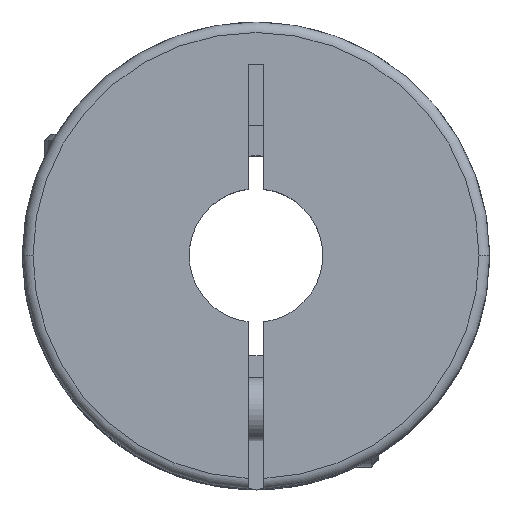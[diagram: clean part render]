
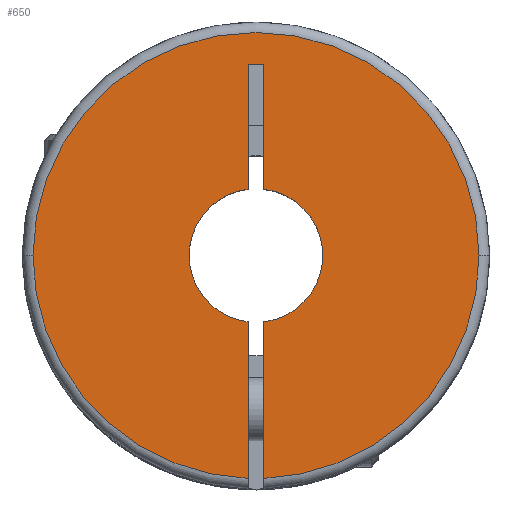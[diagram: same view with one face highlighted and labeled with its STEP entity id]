
A CAD part, top view. The second image highlights one B-rep face of the part: STEP entity #650.
In plain terms, the highlighted planar face has unit normal (0, 0, 1).
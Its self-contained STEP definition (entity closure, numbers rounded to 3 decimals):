
#113 = VERTEX_POINT ( 'NONE', #2335 ) ;
#200 = CARTESIAN_POINT ( 'NONE',  ( 0., 0., 0. ) ) ;
#207 = CARTESIAN_POINT ( 'NONE',  ( 0., 0., 0. ) ) ;
#245 = VERTEX_POINT ( 'NONE', #3723 ) ;
#268 = CARTESIAN_POINT ( 'NONE',  ( -10.6, 0., 0. ) ) ;
#275 = DIRECTION ( 'NONE',  ( 0., 0., -1. ) ) ;
#286 = AXIS2_PLACEMENT_3D ( 'NONE', #2889, #4241, #451 ) ;
#313 = ORIENTED_EDGE ( 'NONE', *, *, #949, .F. ) ;
#319 = EDGE_LOOP ( 'NONE', ( #389, #2925, #491, #2553, #551, #313, #1042, #2623, #2838, #3649, #826 ) ) ;
#334 = DIRECTION ( 'NONE',  ( -1., 0., 0. ) ) ;
#340 = CARTESIAN_POINT ( 'NONE',  ( 0., 0., 0. ) ) ;
#378 = LINE ( 'NONE', #4152, #3189 ) ;
#389 = ORIENTED_EDGE ( 'NONE', *, *, #3270, .F. ) ;
#404 = CIRCLE ( 'NONE', #830, 10.6 ) ;
#408 = EDGE_CURVE ( 'NONE', #113, #3842, #1171, .T. ) ;
#451 = DIRECTION ( 'NONE',  ( -1., 0., 0. ) ) ;
#491 = ORIENTED_EDGE ( 'NONE', *, *, #3618, .T. ) ;
#523 = AXIS2_PLACEMENT_3D ( 'NONE', #2929, #2954, #1193 ) ;
#551 = ORIENTED_EDGE ( 'NONE', *, *, #983, .F. ) ;
#650 = ADVANCED_FACE ( 'NONE', ( #2376 ), #1123, .F. ) ;
#664 = DIRECTION ( 'NONE',  ( 0., 0., -1. ) ) ;
#666 = AXIS2_PLACEMENT_3D ( 'NONE', #2588, #3956, #901 ) ;
#826 = ORIENTED_EDGE ( 'NONE', *, *, #1355, .F. ) ;
#830 = AXIS2_PLACEMENT_3D ( 'NONE', #1937, #664, #334 ) ;
#901 = DIRECTION ( 'NONE',  ( -1., 0., 0. ) ) ;
#926 = EDGE_CURVE ( 'NONE', #3322, #3833, #3572, .T. ) ;
#928 = CARTESIAN_POINT ( 'NONE',  ( 0.375, -11.1, 0. ) ) ;
#949 = EDGE_CURVE ( 'NONE', #3833, #2527, #1471, .T. ) ;
#983 = EDGE_CURVE ( 'NONE', #2527, #3842, #1116, .T. ) ;
#1042 = ORIENTED_EDGE ( 'NONE', *, *, #926, .F. ) ;
#1101 = AXIS2_PLACEMENT_3D ( 'NONE', #207, #275, #2253 ) ;
#1107 = VERTEX_POINT ( 'NONE', #3745 ) ;
#1116 = LINE ( 'NONE', #2467, #1453 ) ;
#1123 = PLANE ( 'NONE',  #3312 ) ;
#1133 = CARTESIAN_POINT ( 'NONE',  ( 0.375, -3.153, 0. ) ) ;
#1148 = CARTESIAN_POINT ( 'NONE',  ( -0.375, 9.1, 0. ) ) ;
#1171 = CIRCLE ( 'NONE', #1101, 3.175 ) ;
#1175 = CARTESIAN_POINT ( 'NONE',  ( -0.375, 3.153, 0. ) ) ;
#1193 = DIRECTION ( 'NONE',  ( -1., 0., 0. ) ) ;
#1236 = AXIS2_PLACEMENT_3D ( 'NONE', #200, #1568, #2926 ) ;
#1355 = EDGE_CURVE ( 'NONE', #3393, #245, #404, .T. ) ;
#1431 = CIRCLE ( 'NONE', #1236, 3.175 ) ;
#1445 = CARTESIAN_POINT ( 'NONE',  ( -0.375, 9.1, 0. ) ) ;
#1451 = VERTEX_POINT ( 'NONE', #2813 ) ;
#1453 = VECTOR ( 'NONE', #1552, 1000. ) ;
#1454 = DIRECTION ( 'NONE',  ( 0., -1., 0. ) ) ;
#1471 = LINE ( 'NONE', #4250, #2942 ) ;
#1528 = CIRCLE ( 'NONE', #666, 3.175 ) ;
#1552 = DIRECTION ( 'NONE',  ( 0., -1., 0. ) ) ;
#1568 = DIRECTION ( 'NONE',  ( 0., 0., -1. ) ) ;
#1779 = VECTOR ( 'NONE', #2494, 1000. ) ;
#1937 = CARTESIAN_POINT ( 'NONE',  ( 0., 0., 0. ) ) ;
#2064 = VERTEX_POINT ( 'NONE', #3288 ) ;
#2090 = DIRECTION ( 'NONE',  ( 0., 1., 0. ) ) ;
#2253 = DIRECTION ( 'NONE',  ( -1., 0., 0. ) ) ;
#2335 = CARTESIAN_POINT ( 'NONE',  ( -3.175, 0., 0. ) ) ;
#2376 = FACE_OUTER_BOUND ( 'NONE', #319, .T. ) ;
#2467 = CARTESIAN_POINT ( 'NONE',  ( -0.375, 9.1, 0. ) ) ;
#2494 = DIRECTION ( 'NONE',  ( 0., -1., 0. ) ) ;
#2527 = VERTEX_POINT ( 'NONE', #1445 ) ;
#2553 = ORIENTED_EDGE ( 'NONE', *, *, #408, .T. ) ;
#2588 = CARTESIAN_POINT ( 'NONE',  ( 0., 0., 0. ) ) ;
#2623 = ORIENTED_EDGE ( 'NONE', *, *, #3451, .T. ) ;
#2704 = VERTEX_POINT ( 'NONE', #1133 ) ;
#2813 = CARTESIAN_POINT ( 'NONE',  ( -0.375, -3.153, 0. ) ) ;
#2838 = ORIENTED_EDGE ( 'NONE', *, *, #4302, .F. ) ;
#2886 = CIRCLE ( 'NONE', #523, 10.6 ) ;
#2889 = CARTESIAN_POINT ( 'NONE',  ( 0., 0., 0. ) ) ;
#2925 = ORIENTED_EDGE ( 'NONE', *, *, #3195, .F. ) ;
#2926 = DIRECTION ( 'NONE',  ( -1., 0., 0. ) ) ;
#2929 = CARTESIAN_POINT ( 'NONE',  ( 0., 0., 0. ) ) ;
#2932 = DIRECTION ( 'NONE',  ( 0., 1., 0. ) ) ;
#2942 = VECTOR ( 'NONE', #3935, 1000. ) ;
#2954 = DIRECTION ( 'NONE',  ( 0., 0., -1. ) ) ;
#3189 = VECTOR ( 'NONE', #2090, 1000. ) ;
#3195 = EDGE_CURVE ( 'NONE', #1451, #2064, #3462, .T. ) ;
#3270 = EDGE_CURVE ( 'NONE', #2064, #3393, #4283, .T. ) ;
#3288 = CARTESIAN_POINT ( 'NONE',  ( -0.375, -10.593, 0. ) ) ;
#3312 = AXIS2_PLACEMENT_3D ( 'NONE', #340, #3786, #1454 ) ;
#3322 = VERTEX_POINT ( 'NONE', #3840 ) ;
#3393 = VERTEX_POINT ( 'NONE', #268 ) ;
#3451 = EDGE_CURVE ( 'NONE', #3322, #2704, #1431, .T. ) ;
#3462 = LINE ( 'NONE', #1148, #1779 ) ;
#3486 = EDGE_CURVE ( 'NONE', #245, #1107, #2886, .T. ) ;
#3507 = VECTOR ( 'NONE', #2932, 1000. ) ;
#3572 = LINE ( 'NONE', #928, #3507 ) ;
#3590 = CARTESIAN_POINT ( 'NONE',  ( 0.375, 9.1, 0. ) ) ;
#3618 = EDGE_CURVE ( 'NONE', #1451, #113, #1528, .T. ) ;
#3649 = ORIENTED_EDGE ( 'NONE', *, *, #3486, .F. ) ;
#3723 = CARTESIAN_POINT ( 'NONE',  ( 10.6, 0., 0. ) ) ;
#3745 = CARTESIAN_POINT ( 'NONE',  ( 0.375, -10.593, 0. ) ) ;
#3786 = DIRECTION ( 'NONE',  ( 0., 0., -1. ) ) ;
#3833 = VERTEX_POINT ( 'NONE', #3590 ) ;
#3840 = CARTESIAN_POINT ( 'NONE',  ( 0.375, 3.153, 0. ) ) ;
#3842 = VERTEX_POINT ( 'NONE', #1175 ) ;
#3935 = DIRECTION ( 'NONE',  ( -1., 0., 0. ) ) ;
#3956 = DIRECTION ( 'NONE',  ( 0., 0., -1. ) ) ;
#4152 = CARTESIAN_POINT ( 'NONE',  ( 0.375, -11.1, 0. ) ) ;
#4241 = DIRECTION ( 'NONE',  ( 0., 0., -1. ) ) ;
#4250 = CARTESIAN_POINT ( 'NONE',  ( 0.375, 9.1, 0. ) ) ;
#4283 = CIRCLE ( 'NONE', #286, 10.6 ) ;
#4302 = EDGE_CURVE ( 'NONE', #1107, #2704, #378, .T. ) ;
